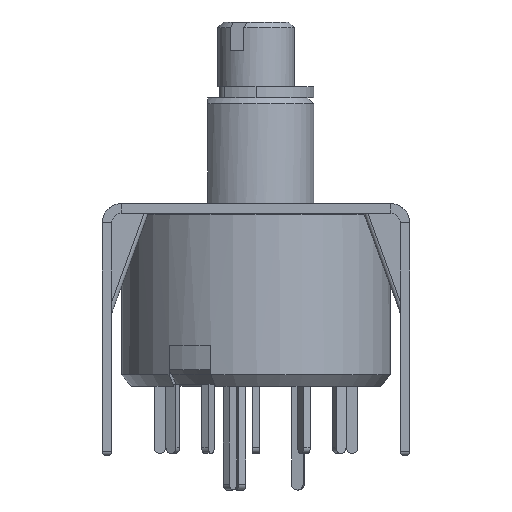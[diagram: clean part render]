
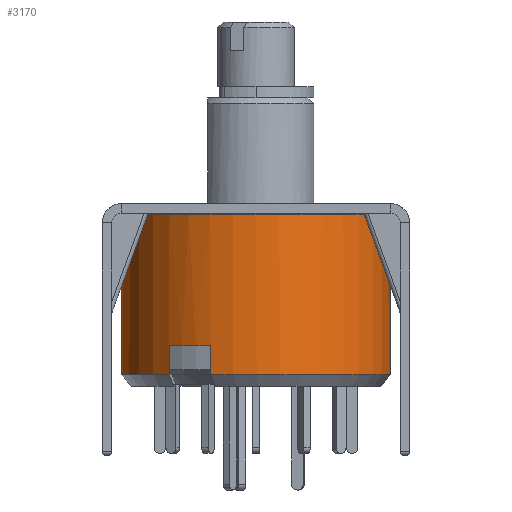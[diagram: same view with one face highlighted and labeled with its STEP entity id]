
A CAD part, front view. The second image highlights one B-rep face of the part: STEP entity #3170.
In plain terms, the highlighted cylindrical face has radius 7 mm (diameter 14 mm), a partial arc.
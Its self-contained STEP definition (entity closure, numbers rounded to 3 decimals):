
#28 = CIRCLE ( 'NONE', #6678, 7. ) ;
#344 = DIRECTION ( 'NONE',  ( -1., 0., 0. ) ) ;
#551 = CARTESIAN_POINT ( 'NONE',  ( 0., 0., -5.9 ) ) ;
#822 = CIRCLE ( 'NONE', #9315, 7. ) ;
#832 = DIRECTION ( 'NONE',  ( -1., 0., 0. ) ) ;
#878 = VECTOR ( 'NONE', #5577, 1000. ) ;
#933 = VERTEX_POINT ( 'NONE', #9680 ) ;
#971 = CARTESIAN_POINT ( 'NONE',  ( 0., 0., -7.4 ) ) ;
#1003 = EDGE_CURVE ( 'NONE', #2817, #8245, #13561, .T. ) ;
#1081 = DIRECTION ( 'NONE',  ( 1., 0., 0. ) ) ;
#1375 = CARTESIAN_POINT ( 'NONE',  ( 7., 0., -7.4 ) ) ;
#1731 = ORIENTED_EDGE ( 'NONE', *, *, #1003, .T. ) ;
#1808 = CIRCLE ( 'NONE', #1850, 7. ) ;
#1850 = AXIS2_PLACEMENT_3D ( 'NONE', #971, #12784, #1081 ) ;
#1886 = EDGE_CURVE ( 'NONE', #933, #2817, #9355, .T. ) ;
#1995 = CARTESIAN_POINT ( 'NONE',  ( -4.526, -5.34, -5.9 ) ) ;
#2127 = CARTESIAN_POINT ( 'NONE',  ( 7., 0., 9. ) ) ;
#2275 = CARTESIAN_POINT ( 'NONE',  ( -4.526, -5.34, -7.4 ) ) ;
#2817 = VERTEX_POINT ( 'NONE', #14181 ) ;
#3044 = CARTESIAN_POINT ( 'NONE',  ( -2.361, -6.59, 9. ) ) ;
#3080 = VECTOR ( 'NONE', #11615, 1000. ) ;
#3170 = ADVANCED_FACE ( 'NONE', ( #8205 ), #11164, .T. ) ;
#4270 = VERTEX_POINT ( 'NONE', #7140 ) ;
#4436 = AXIS2_PLACEMENT_3D ( 'NONE', #11827, #8395, #11929 ) ;
#4823 = DIRECTION ( 'NONE',  ( 0., 0., -1. ) ) ;
#5412 = CARTESIAN_POINT ( 'NONE',  ( -2.361, -6.59, -5.9 ) ) ;
#5532 = ORIENTED_EDGE ( 'NONE', *, *, #8652, .F. ) ;
#5577 = DIRECTION ( 'NONE',  ( 0., 0., -1. ) ) ;
#5668 = VERTEX_POINT ( 'NONE', #2275 ) ;
#5841 = AXIS2_PLACEMENT_3D ( 'NONE', #11296, #7931, #832 ) ;
#5913 = VERTEX_POINT ( 'NONE', #1375 ) ;
#6075 = VECTOR ( 'NONE', #4823, 1000. ) ;
#6497 = VERTEX_POINT ( 'NONE', #1995 ) ;
#6538 = DIRECTION ( 'NONE',  ( 0., 0., -1. ) ) ;
#6673 = EDGE_CURVE ( 'NONE', #5668, #8245, #1808, .T. ) ;
#6678 = AXIS2_PLACEMENT_3D ( 'NONE', #551, #14361, #344 ) ;
#7108 = LINE ( 'NONE', #2127, #878 ) ;
#7140 = CARTESIAN_POINT ( 'NONE',  ( -2.361, -6.59, -7.4 ) ) ;
#7685 = DIRECTION ( 'NONE',  ( 0., 0., -1. ) ) ;
#7931 = DIRECTION ( 'NONE',  ( 0., 0., -1. ) ) ;
#8140 = CARTESIAN_POINT ( 'NONE',  ( -7., 0., -7.4 ) ) ;
#8205 = FACE_OUTER_BOUND ( 'NONE', #11939, .T. ) ;
#8245 = VERTEX_POINT ( 'NONE', #8140 ) ;
#8395 = DIRECTION ( 'NONE',  ( 0., 0., -1. ) ) ;
#8652 = EDGE_CURVE ( 'NONE', #5913, #4270, #822, .T. ) ;
#9315 = AXIS2_PLACEMENT_3D ( 'NONE', #13501, #7685, #10050 ) ;
#9326 = LINE ( 'NONE', #14045, #3080 ) ;
#9355 = CIRCLE ( 'NONE', #4436, 7. ) ;
#9680 = CARTESIAN_POINT ( 'NONE',  ( 7., 0., 0.95 ) ) ;
#10050 = DIRECTION ( 'NONE',  ( 1., 0., 0. ) ) ;
#10261 = EDGE_CURVE ( 'NONE', #6497, #13404, #28, .T. ) ;
#10712 = CARTESIAN_POINT ( 'NONE',  ( -7., 0., 9. ) ) ;
#11164 = CYLINDRICAL_SURFACE ( 'NONE', #5841, 7. ) ;
#11182 = VECTOR ( 'NONE', #6538, 1000. ) ;
#11296 = CARTESIAN_POINT ( 'NONE',  ( 0., 0., 9. ) ) ;
#11615 = DIRECTION ( 'NONE',  ( 0., 0., 1. ) ) ;
#11827 = CARTESIAN_POINT ( 'NONE',  ( 0., 0., 0.95 ) ) ;
#11834 = ORIENTED_EDGE ( 'NONE', *, *, #14783, .F. ) ;
#11929 = DIRECTION ( 'NONE',  ( -1., 0., 0. ) ) ;
#11939 = EDGE_LOOP ( 'NONE', ( #11834, #14537, #1731, #14237, #13107, #14688, #14857, #5532 ) ) ;
#12690 = EDGE_CURVE ( 'NONE', #13404, #4270, #14263, .T. ) ;
#12784 = DIRECTION ( 'NONE',  ( 0., 0., -1. ) ) ;
#13107 = ORIENTED_EDGE ( 'NONE', *, *, #14239, .T. ) ;
#13404 = VERTEX_POINT ( 'NONE', #5412 ) ;
#13501 = CARTESIAN_POINT ( 'NONE',  ( 0., 0., -7.4 ) ) ;
#13561 = LINE ( 'NONE', #10712, #6075 ) ;
#14045 = CARTESIAN_POINT ( 'NONE',  ( -4.526, -5.34, 9. ) ) ;
#14181 = CARTESIAN_POINT ( 'NONE',  ( -7., 0., 0.95 ) ) ;
#14237 = ORIENTED_EDGE ( 'NONE', *, *, #6673, .F. ) ;
#14239 = EDGE_CURVE ( 'NONE', #5668, #6497, #9326, .T. ) ;
#14263 = LINE ( 'NONE', #3044, #11182 ) ;
#14361 = DIRECTION ( 'NONE',  ( 0., 0., 1. ) ) ;
#14537 = ORIENTED_EDGE ( 'NONE', *, *, #1886, .T. ) ;
#14688 = ORIENTED_EDGE ( 'NONE', *, *, #10261, .T. ) ;
#14783 = EDGE_CURVE ( 'NONE', #933, #5913, #7108, .T. ) ;
#14857 = ORIENTED_EDGE ( 'NONE', *, *, #12690, .T. ) ;
